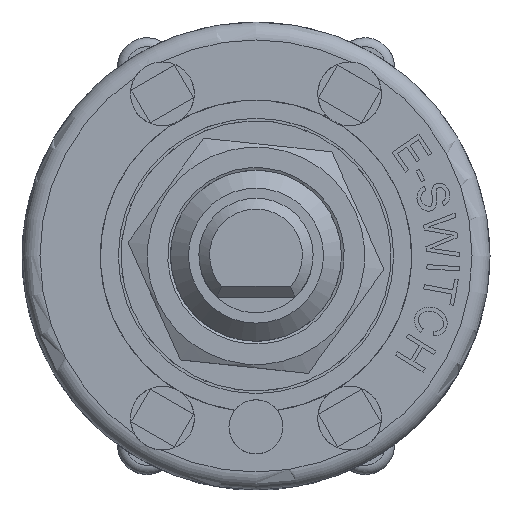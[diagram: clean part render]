
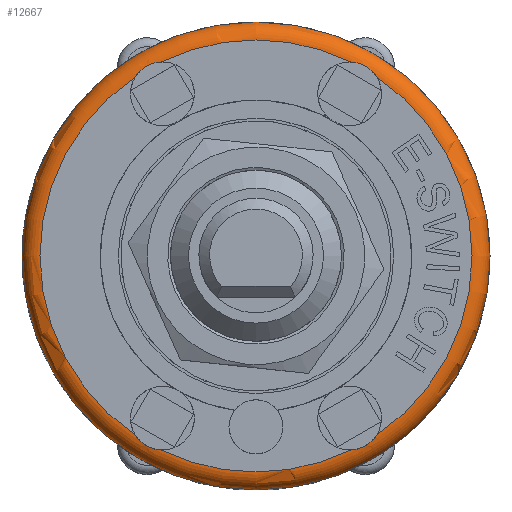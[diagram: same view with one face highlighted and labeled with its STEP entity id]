
A CAD part, top view. The second image highlights one B-rep face of the part: STEP entity #12667.
In plain terms, the highlighted toroidal (fillet/blend) face has major radius 12 mm and minor radius 1 mm.
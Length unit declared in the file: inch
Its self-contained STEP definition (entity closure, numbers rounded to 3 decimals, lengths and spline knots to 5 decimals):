
#26=TOROIDAL_SURFACE('',#13339,0.47244,0.03937);
#1096=B_SPLINE_CURVE_WITH_KNOTS('',3,(#22018,#22019,#22020,#22021,#22022,
#22023,#22024,#22025,#22026,#22027,#22028,#22029),.UNSPECIFIED.,.F.,.F.,
(4,2,2,2,2,4),(-0.26924,-0.24463,-0.21597,
-0.19207,-0.16451,-0.13568),.UNSPECIFIED.);
#1097=B_SPLINE_CURVE_WITH_KNOTS('',3,(#22041,#22042,#22043,#22044,#22045,
#22046,#22047,#22048,#22049,#22050,#22051,#22052),.UNSPECIFIED.,.F.,.F.,
(4,2,2,2,2,4),(-0.26924,-0.24463,-0.21597,
-0.19207,-0.16451,-0.13568),.UNSPECIFIED.);
#1098=B_SPLINE_CURVE_WITH_KNOTS('',3,(#22069,#22070,#22071,#22072,#22073,
#22074,#22075,#22076,#22077,#22078,#22079,#22080),.UNSPECIFIED.,.F.,.F.,
(4,2,2,2,2,4),(-0.26924,-0.24463,-0.21597,
-0.19207,-0.16451,-0.13568),.UNSPECIFIED.);
#1099=B_SPLINE_CURVE_WITH_KNOTS('',3,(#22102,#22103,#22104,#22105,#22106,
#22107,#22108,#22109,#22110,#22111,#22112,#22113),.UNSPECIFIED.,.F.,.F.,
(4,2,2,2,2,4),(-0.26924,-0.24463,-0.21597,
-0.19207,-0.16451,-0.13568),.UNSPECIFIED.);
#1737=FACE_OUTER_BOUND('',#2498,.T.);
#2498=EDGE_LOOP('',(#11654,#11655,#11656,#11657,#11658,#11659,#11660,#11661,
#11662,#11663,#11664,#11665));
#5252=CIRCLE('',#13292,0.51181);
#5279=CIRCLE('',#13340,0.03937);
#5280=CIRCLE('',#13341,0.47244);
#5281=CIRCLE('',#13342,0.47244);
#5282=CIRCLE('',#13343,0.47244);
#5283=CIRCLE('',#13344,0.47244);
#5284=CIRCLE('',#13345,0.47244);
#6447=VERTEX_POINT('',#21980);
#6455=VERTEX_POINT('',#22016);
#6456=VERTEX_POINT('',#22017);
#6459=VERTEX_POINT('',#22039);
#6460=VERTEX_POINT('',#22040);
#6465=VERTEX_POINT('',#22067);
#6466=VERTEX_POINT('',#22068);
#6473=VERTEX_POINT('',#22100);
#6474=VERTEX_POINT('',#22101);
#6477=VERTEX_POINT('',#22123);
#8218=EDGE_CURVE('',#6447,#6447,#5252,.T.);
#8236=EDGE_CURVE('',#6455,#6456,#1096,.T.);
#8242=EDGE_CURVE('',#6459,#6460,#1097,.T.);
#8250=EDGE_CURVE('',#6465,#6466,#1098,.T.);
#8260=EDGE_CURVE('',#6473,#6474,#1099,.T.);
#8266=EDGE_CURVE('',#6447,#6477,#5279,.T.);
#8267=EDGE_CURVE('',#6477,#6465,#5280,.T.);
#8268=EDGE_CURVE('',#6466,#6459,#5281,.T.);
#8269=EDGE_CURVE('',#6460,#6455,#5282,.T.);
#8270=EDGE_CURVE('',#6456,#6473,#5283,.T.);
#8271=EDGE_CURVE('',#6474,#6477,#5284,.T.);
#11654=ORIENTED_EDGE('',*,*,#8218,.T.);
#11655=ORIENTED_EDGE('',*,*,#8266,.T.);
#11656=ORIENTED_EDGE('',*,*,#8267,.T.);
#11657=ORIENTED_EDGE('',*,*,#8250,.T.);
#11658=ORIENTED_EDGE('',*,*,#8268,.T.);
#11659=ORIENTED_EDGE('',*,*,#8242,.T.);
#11660=ORIENTED_EDGE('',*,*,#8269,.T.);
#11661=ORIENTED_EDGE('',*,*,#8236,.T.);
#11662=ORIENTED_EDGE('',*,*,#8270,.T.);
#11663=ORIENTED_EDGE('',*,*,#8260,.T.);
#11664=ORIENTED_EDGE('',*,*,#8271,.T.);
#11665=ORIENTED_EDGE('',*,*,#8266,.F.);
#12667=ADVANCED_FACE('',(#1737),#26,.T.);
#13292=AXIS2_PLACEMENT_3D('',#21981,#15776,#15777);
#13339=AXIS2_PLACEMENT_3D('',#22122,#15887,#15888);
#13340=AXIS2_PLACEMENT_3D('',#22124,#15889,#15890);
#13341=AXIS2_PLACEMENT_3D('',#22125,#15891,#15892);
#13342=AXIS2_PLACEMENT_3D('',#22126,#15893,#15894);
#13343=AXIS2_PLACEMENT_3D('',#22127,#15895,#15896);
#13344=AXIS2_PLACEMENT_3D('',#22128,#15897,#15898);
#13345=AXIS2_PLACEMENT_3D('',#22129,#15899,#15900);
#15776=DIRECTION('center_axis',(0.,0.,1.));
#15777=DIRECTION('ref_axis',(-1.,0.,0.));
#15887=DIRECTION('center_axis',(0.,0.,-1.));
#15888=DIRECTION('ref_axis',(-1.,0.,0.));
#15889=DIRECTION('center_axis',(0.,-1.,0.));
#15890=DIRECTION('ref_axis',(1.,0.,0.));
#15891=DIRECTION('center_axis',(0.,0.,-1.));
#15892=DIRECTION('ref_axis',(-1.,0.,0.));
#15893=DIRECTION('center_axis',(0.,0.,-1.));
#15894=DIRECTION('ref_axis',(-1.,0.,0.));
#15895=DIRECTION('center_axis',(0.,0.,-1.));
#15896=DIRECTION('ref_axis',(-1.,0.,0.));
#15897=DIRECTION('center_axis',(0.,0.,-1.));
#15898=DIRECTION('ref_axis',(-1.,0.,0.));
#15899=DIRECTION('center_axis',(0.,0.,-1.));
#15900=DIRECTION('ref_axis',(-1.,0.,0.));
#21980=CARTESIAN_POINT('',(0.51181,0.,0.37402));
#21981=CARTESIAN_POINT('Origin',(0.,0.,0.37402));
#22016=CARTESIAN_POINT('',(-0.26379,0.39194,0.41339));
#22017=CARTESIAN_POINT('',(-0.20753,0.42442,0.41339));
#22018=CARTESIAN_POINT('Ctrl Pts',(-0.26379,0.39194,
0.41339));
#22019=CARTESIAN_POINT('Ctrl Pts',(-0.26165,0.39532,
0.41339));
#22020=CARTESIAN_POINT('Ctrl Pts',(-0.25918,0.39859,
0.41329));
#22021=CARTESIAN_POINT('Ctrl Pts',(-0.25306,0.40529,
0.41304));
#22022=CARTESIAN_POINT('Ctrl Pts',(-0.2494,0.40855,
0.4129));
#22023=CARTESIAN_POINT('Ctrl Pts',(-0.24211,0.41377,
0.41277));
#22024=CARTESIAN_POINT('Ctrl Pts',(-0.2386,0.41585,
0.41276));
#22025=CARTESIAN_POINT('Ctrl Pts',(-0.23069,0.41964,
0.41286));
#22026=CARTESIAN_POINT('Ctrl Pts',(-0.22626,0.42124,
0.41299));
#22027=CARTESIAN_POINT('Ctrl Pts',(-0.21694,0.42357,
0.41325));
#22028=CARTESIAN_POINT('Ctrl Pts',(-0.21219,0.42423,
0.41339));
#22029=CARTESIAN_POINT('Ctrl Pts',(-0.20753,0.42442,
0.41339));
#22039=CARTESIAN_POINT('',(-0.20753,-0.42442,0.41339));
#22040=CARTESIAN_POINT('',(-0.26379,-0.39194,0.41339));
#22041=CARTESIAN_POINT('Ctrl Pts',(-0.20753,-0.42442,
0.41339));
#22042=CARTESIAN_POINT('Ctrl Pts',(-0.21153,-0.42426,
0.41339));
#22043=CARTESIAN_POINT('Ctrl Pts',(-0.2156,-0.42375,
0.41329));
#22044=CARTESIAN_POINT('Ctrl Pts',(-0.22446,-0.42181,
0.41304));
#22045=CARTESIAN_POINT('Ctrl Pts',(-0.22911,-0.42026,
0.4129));
#22046=CARTESIAN_POINT('Ctrl Pts',(-0.23728,-0.41656,
0.41277));
#22047=CARTESIAN_POINT('Ctrl Pts',(-0.24084,-0.41456,
0.41276));
#22048=CARTESIAN_POINT('Ctrl Pts',(-0.24808,-0.4096,
0.41286));
#22049=CARTESIAN_POINT('Ctrl Pts',(-0.25168,-0.40656,
0.41299));
#22050=CARTESIAN_POINT('Ctrl Pts',(-0.25836,-0.39966,
0.41325));
#22051=CARTESIAN_POINT('Ctrl Pts',(-0.2613,-0.39588,
0.41339));
#22052=CARTESIAN_POINT('Ctrl Pts',(-0.26379,-0.39194,
0.41339));
#22067=CARTESIAN_POINT('',(0.26379,-0.39194,0.41339));
#22068=CARTESIAN_POINT('',(0.20753,-0.42442,0.41339));
#22069=CARTESIAN_POINT('Ctrl Pts',(0.26379,-0.39194,
0.41339));
#22070=CARTESIAN_POINT('Ctrl Pts',(0.26165,-0.39532,
0.41339));
#22071=CARTESIAN_POINT('Ctrl Pts',(0.25918,-0.39859,
0.41329));
#22072=CARTESIAN_POINT('Ctrl Pts',(0.25306,-0.40529,
0.41304));
#22073=CARTESIAN_POINT('Ctrl Pts',(0.2494,-0.40855,
0.4129));
#22074=CARTESIAN_POINT('Ctrl Pts',(0.24211,-0.41377,
0.41277));
#22075=CARTESIAN_POINT('Ctrl Pts',(0.2386,-0.41585,
0.41276));
#22076=CARTESIAN_POINT('Ctrl Pts',(0.23069,-0.41964,
0.41286));
#22077=CARTESIAN_POINT('Ctrl Pts',(0.22626,-0.42124,
0.41299));
#22078=CARTESIAN_POINT('Ctrl Pts',(0.21694,-0.42357,
0.41325));
#22079=CARTESIAN_POINT('Ctrl Pts',(0.21219,-0.42423,
0.41339));
#22080=CARTESIAN_POINT('Ctrl Pts',(0.20753,-0.42442,
0.41339));
#22100=CARTESIAN_POINT('',(0.20753,0.42442,0.41339));
#22101=CARTESIAN_POINT('',(0.26379,0.39194,0.41339));
#22102=CARTESIAN_POINT('Ctrl Pts',(0.20753,0.42442,0.41339));
#22103=CARTESIAN_POINT('Ctrl Pts',(0.21153,0.42426,
0.41339));
#22104=CARTESIAN_POINT('Ctrl Pts',(0.2156,0.42375,
0.41329));
#22105=CARTESIAN_POINT('Ctrl Pts',(0.22446,0.42181,0.41304));
#22106=CARTESIAN_POINT('Ctrl Pts',(0.22911,0.42026,
0.4129));
#22107=CARTESIAN_POINT('Ctrl Pts',(0.23728,0.41656,0.41277));
#22108=CARTESIAN_POINT('Ctrl Pts',(0.24084,0.41456,
0.41276));
#22109=CARTESIAN_POINT('Ctrl Pts',(0.24808,0.4096,
0.41286));
#22110=CARTESIAN_POINT('Ctrl Pts',(0.25168,0.40656,
0.41299));
#22111=CARTESIAN_POINT('Ctrl Pts',(0.25836,0.39966,
0.41325));
#22112=CARTESIAN_POINT('Ctrl Pts',(0.2613,0.39588,
0.41339));
#22113=CARTESIAN_POINT('Ctrl Pts',(0.26379,0.39194,
0.41339));
#22122=CARTESIAN_POINT('Origin',(0.,0.,0.37402));
#22123=CARTESIAN_POINT('',(0.47244,0.,0.41339));
#22124=CARTESIAN_POINT('Origin',(0.47244,0.,
0.37402));
#22125=CARTESIAN_POINT('Origin',(0.,0.,0.41339));
#22126=CARTESIAN_POINT('Origin',(0.,0.,0.41339));
#22127=CARTESIAN_POINT('Origin',(0.,0.,0.41339));
#22128=CARTESIAN_POINT('Origin',(0.,0.,0.41339));
#22129=CARTESIAN_POINT('Origin',(0.,0.,0.41339));
